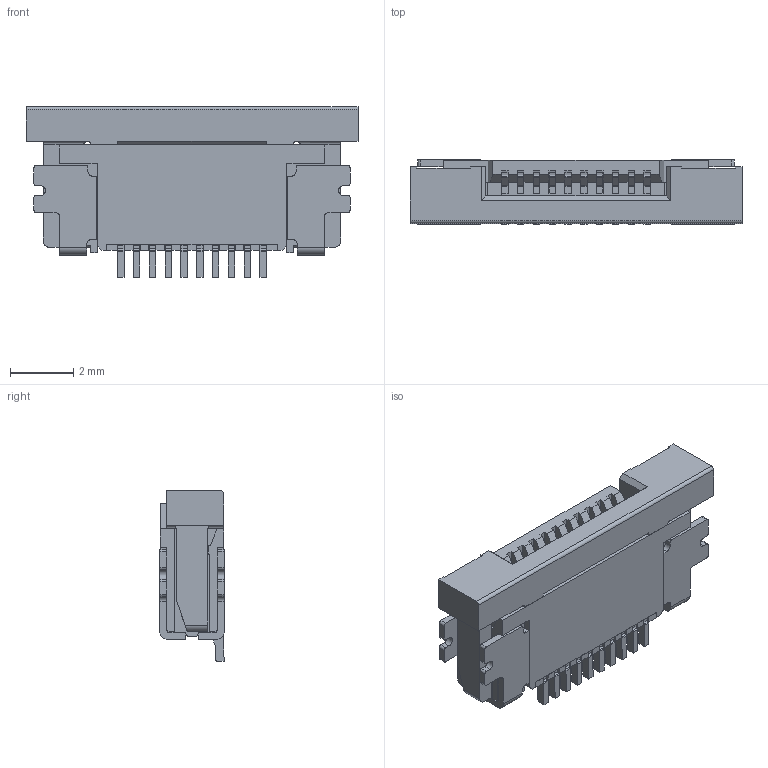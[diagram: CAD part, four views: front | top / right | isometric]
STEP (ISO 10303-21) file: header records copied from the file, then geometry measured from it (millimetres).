
FILE_DESCRIPTION(('STEP AP242'),'1');
FILE_NAME('affc20-10-050-sht-t.stp','2023-11-01T14:49:15',('TraceParts'),('TraceParts S.A.'),'Spatial InterOp 3D',' ',' ');
FILE_SCHEMA(('AP242_MANAGED_MODEL_BASED_3D_ENGINEERING_MIM_LF {1 0 10303 442 1 1 4}'));
Length unit declared in the file: millimetre
Products named in the file (1): affc20-10-050-sht-t_1
Bounding box: 10.5 x 2.04 x 5.4 mm (x, y, z)
Volume: 66.2 mm3; surface area: 425.9 mm2
Topology: 25 solids, 25 shells, 1142 faces, 3328 edges, 2202 vertices
Faces by surface type: plane 805, cylinder 337
Entity records: 37751 total; most frequent: CARTESIAN_POINT 6723, ORIENTED_EDGE 6656, DIRECTION 6324, EDGE_CURVE 3328, LINE 2654, VECTOR 2654, VERTEX_POINT 2202, AXIS2_PLACEMENT_3D 1835
